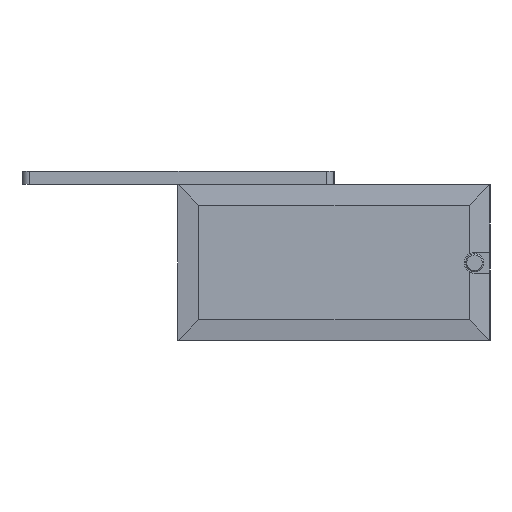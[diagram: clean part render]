
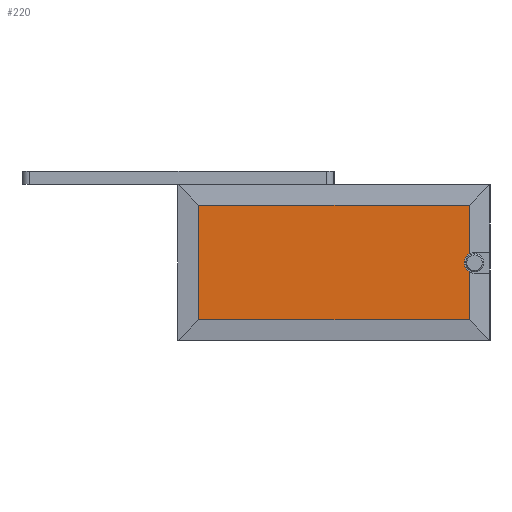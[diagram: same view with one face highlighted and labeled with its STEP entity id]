
A CAD part, left-side view. The second image highlights one B-rep face of the part: STEP entity #220.
In plain terms, the highlighted planar face has unit normal (-1, 0, 0).
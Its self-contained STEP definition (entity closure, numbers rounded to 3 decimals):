
#220=ADVANCED_FACE('',(#473),#474,.T.);
#473=FACE_OUTER_BOUND('',#757,.T.);
#474=PLANE('',#758);
#757=EDGE_LOOP('',(#1344,#1345,#1346,#1347,#1348,#1349,#1350));
#758=AXIS2_PLACEMENT_3D('',#1351,#1352,#1353);
#1344=ORIENTED_EDGE('',*,*,#1734,.T.);
#1345=ORIENTED_EDGE('',*,*,#1905,.T.);
#1346=ORIENTED_EDGE('',*,*,#1915,.F.);
#1347=ORIENTED_EDGE('',*,*,#1921,.F.);
#1348=ORIENTED_EDGE('',*,*,#1922,.F.);
#1349=ORIENTED_EDGE('',*,*,#1923,.F.);
#1350=ORIENTED_EDGE('',*,*,#1917,.F.);
#1351=CARTESIAN_POINT('',(-37.0,0.0,-30.0));
#1352=DIRECTION('',(-1.0,0.,0.));
#1353=DIRECTION('',(0.,0.0,1.0));
#1734=EDGE_CURVE('',#2085,#2082,#2086,.T.);
#1905=EDGE_CURVE('',#2082,#2337,#2339,.T.);
#1915=EDGE_CURVE('',#2351,#2337,#2353,.T.);
#1917=EDGE_CURVE('',#2085,#2355,#2356,.T.);
#1921=EDGE_CURVE('',#2361,#2351,#2362,.T.);
#1922=EDGE_CURVE('',#2363,#2361,#2364,.T.);
#1923=EDGE_CURVE('',#2355,#2363,#2365,.T.);
#2082=VERTEX_POINT('',#2568);
#2085=VERTEX_POINT('',#2572);
#2086=CIRCLE('',#2573,4.0);
#2337=VERTEX_POINT('',#2919);
#2339=CIRCLE('',#2921,4.0);
#2351=VERTEX_POINT('',#2938);
#2353=LINE('',#2941,#2942);
#2355=VERTEX_POINT('',#2944);
#2356=LINE('',#2945,#2946);
#2361=VERTEX_POINT('',#2953);
#2362=LINE('',#2954,#2955);
#2363=VERTEX_POINT('',#2956);
#2364=LINE('',#2957,#2958);
#2365=LINE('',#2959,#2960);
#2568=CARTESIAN_POINT('',(-37.0,-50.1,-30.1));
#2572=CARTESIAN_POINT('',(-37.0,-52.,-33.504));
#2573=AXIS2_PLACEMENT_3D('',#3208,#3209,#3210);
#2919=CARTESIAN_POINT('',(-37.0,-52.,-26.696));
#2921=AXIS2_PLACEMENT_3D('',#3402,#3403,#3404);
#2938=CARTESIAN_POINT('',(-37.0,-52.0,-8.0));
#2941=CARTESIAN_POINT('',(-37.0,-52.0,-15.0));
#2942=VECTOR('',#3411,18.696);
#2944=CARTESIAN_POINT('',(-37.0,-52.0,-52.0));
#2945=CARTESIAN_POINT('',(-37.0,-52.0,-15.0));
#2946=VECTOR('',#3412,18.496);
#2953=CARTESIAN_POINT('',(-37.0,52.0,-8.0));
#2954=CARTESIAN_POINT('',(-37.0,30.0,-8.0));
#2955=VECTOR('',#3415,104.0);
#2956=CARTESIAN_POINT('',(-37.0,52.0,-52.0));
#2957=CARTESIAN_POINT('',(-37.0,52.0,-45.0));
#2958=VECTOR('',#3416,44.0);
#2959=CARTESIAN_POINT('',(-37.0,-30.0,-52.0));
#2960=VECTOR('',#3417,104.0);
#3208=CARTESIAN_POINT('',(-37.0,-54.1,-30.1));
#3209=DIRECTION('',(1.0,0.,0.));
#3210=DIRECTION('',(0.,1.0,0.));
#3402=CARTESIAN_POINT('',(-37.0,-54.1,-30.1));
#3403=DIRECTION('',(1.0,0.,0.));
#3404=DIRECTION('',(0.,1.0,0.));
#3411=DIRECTION('',(0.,0.,-1.0));
#3412=DIRECTION('',(0.,0.,-1.0));
#3415=DIRECTION('',(0.,-1.0,0.0));
#3416=DIRECTION('',(0.,0.,1.0));
#3417=DIRECTION('',(0.,1.0,0.0));
